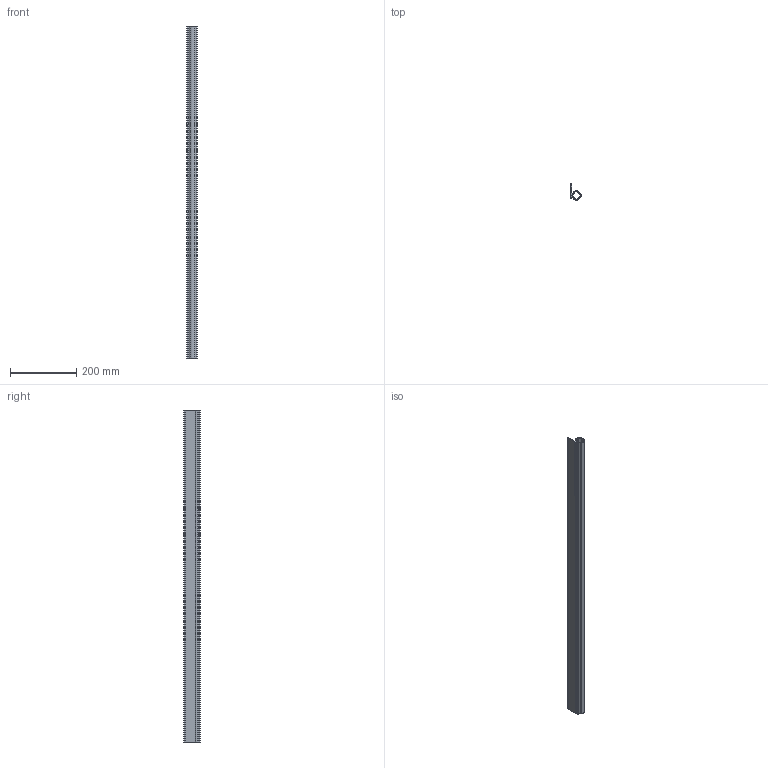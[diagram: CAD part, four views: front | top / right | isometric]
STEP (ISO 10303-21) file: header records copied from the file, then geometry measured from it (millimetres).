
FILE_DESCRIPTION (( 'STEP AP214' ), '1' );
FILE_NAME ('Ñáîðêà1.STEP', '2023-10-31T11:53:45', ( '' ), ( '' ), 'SwSTEP 2.0', 'SolidWorks 2022', '' );
FILE_SCHEMA (( 'AUTOMOTIVE_DESIGN' ));
Length unit declared in the file: millimetre
Products named in the file (2): 428SWPL Профиль трубный Φ28 SW_00; Сборка1
Assembly tree (1 placements, depth 2):
  Сборка1
    428SWPL Профиль трубный Φ28 SW_00
Bounding box: 30.5 x 49 x 1000 mm (x, y, z)
Volume: 246864.2 mm3; surface area: 237216 mm2
Topology: 1 solids, 1 shells, 74 faces, 216 edges, 144 vertices
Faces by surface type: cylinder 46, plane 28
Entity records: 2562 total; most frequent: DIRECTION 464, CARTESIAN_POINT 438, ORIENTED_EDGE 432, EDGE_CURVE 216, AXIS2_PLACEMENT_3D 170, VERTEX_POINT 144, LINE 124, VECTOR 124
